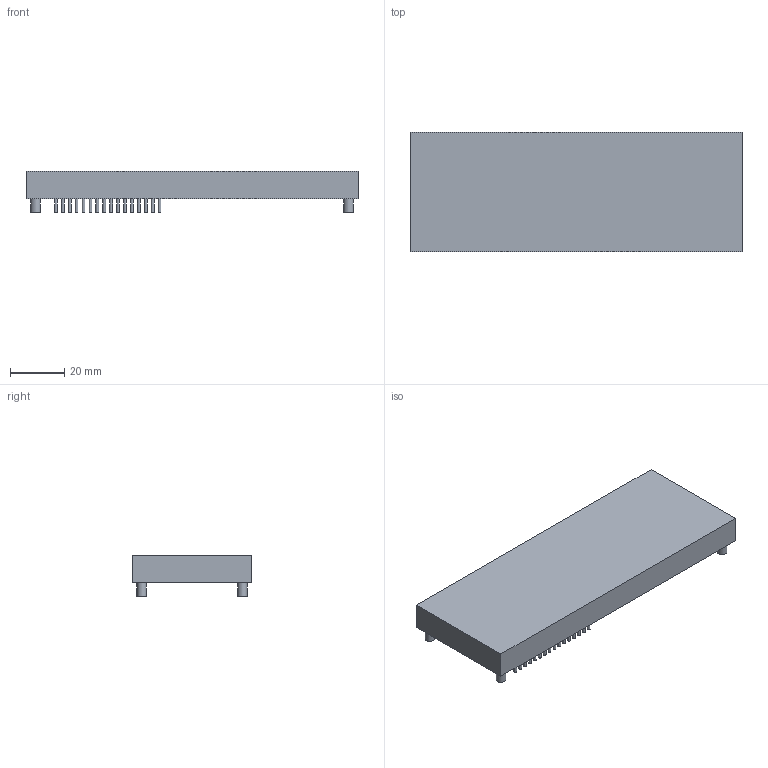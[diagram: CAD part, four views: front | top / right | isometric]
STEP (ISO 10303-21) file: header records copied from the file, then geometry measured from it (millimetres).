
FILE_DESCRIPTION(('FreeCAD Model'),'2;1');
FILE_NAME('1257219.1.3.stp','2020-08-26T12:44:56',( 'Author'),(''),'Open CASCADE STEP processor 6.9','FreeCAD','Unknown' );
FILE_SCHEMA(('AUTOMOTIVE_DESIGN { 1 0 10303 214 1 1 1 1 }'));
Length unit declared in the file: millimetre
Products named in the file (3): ASSEMBLY; Body; Leads
Assembly tree (21 placements, depth 2):
  ASSEMBLY
    Body
    Leads  x20
Bounding box: 122 x 44 x 15.1 mm (x, y, z)
Volume: 58887.2 mm3; surface area: 25711.3 mm2
Topology: 401 solids, 401 shells, 1206 faces, 1212 edges, 808 vertices
Faces by surface type: plane 806, cylinder 400
Full cylindrical faces by diameter (mm): 1 x320, 3.5 x80
Entity records: 2543 total; most frequent: DIRECTION 432, CARTESIAN_POINT 352, ORIENTED_EDGE 144, PCURVE 144, DEFINITIONAL_REPRESENTATION 144, LINE 136, VECTOR 136, AXIS2_PLACEMENT_3D 128
